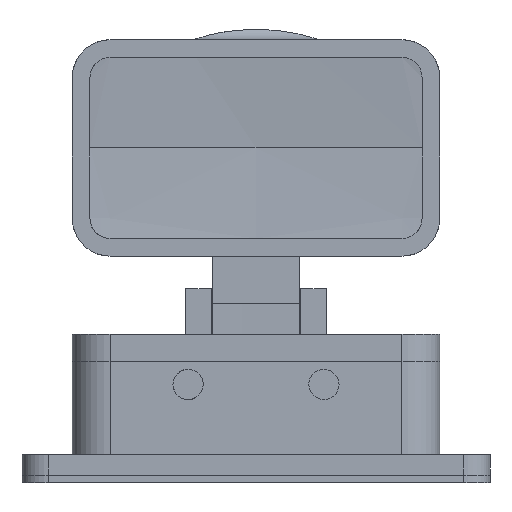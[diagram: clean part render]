
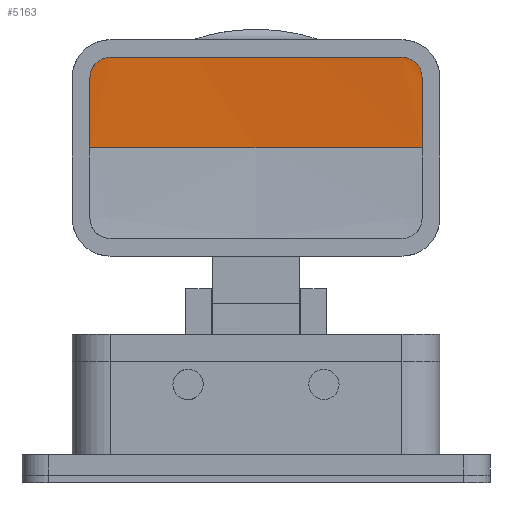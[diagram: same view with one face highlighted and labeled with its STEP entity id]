
A CAD part, left-side view. The second image highlights one B-rep face of the part: STEP entity #5163.
In plain terms, the highlighted face is a revolution surface.
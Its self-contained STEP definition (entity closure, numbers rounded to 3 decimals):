
#4718=CARTESIAN_POINT('Control Point',(72.233,34.59,84.5)) ;
#4719=CARTESIAN_POINT('Control Point',(72.329,39.353,84.5)) ;
#4720=CARTESIAN_POINT('Control Point',(72.377,44.117,84.5)) ;
#4721=CARTESIAN_POINT('Control Point',(72.377,48.883,84.5)) ;
#4722=CARTESIAN_POINT('Control Point',(72.329,53.647,84.5)) ;
#4723=CARTESIAN_POINT('Control Point',(72.233,58.41,84.5)) ;
#4724=CARTESIAN_POINT('Vertex',(72.233,34.59,84.5)) ;
#4726=CARTESIAN_POINT('Vertex',(72.233,58.41,84.5)) ;
#4730=CARTESIAN_POINT('Control Point',(71.642,17.5,84.5)) ;
#4731=CARTESIAN_POINT('Control Point',(71.81,20.916,84.5)) ;
#4732=CARTESIAN_POINT('Control Point',(71.952,24.333,84.5)) ;
#4733=CARTESIAN_POINT('Control Point',(72.071,27.752,84.5)) ;
#4734=CARTESIAN_POINT('Control Point',(72.164,31.171,84.5)) ;
#4735=CARTESIAN_POINT('Control Point',(72.233,34.59,84.5)) ;
#4736=CARTESIAN_POINT('Vertex',(71.642,17.5,84.5)) ;
#4748=CARTESIAN_POINT('Vertex',(71.642,75.5,84.5)) ;
#4752=CARTESIAN_POINT('Control Point',(72.233,58.41,84.5)) ;
#4753=CARTESIAN_POINT('Control Point',(72.164,61.829,84.5)) ;
#4754=CARTESIAN_POINT('Control Point',(72.071,65.248,84.5)) ;
#4755=CARTESIAN_POINT('Control Point',(71.952,68.667,84.5)) ;
#4756=CARTESIAN_POINT('Control Point',(71.81,72.084,84.5)) ;
#4757=CARTESIAN_POINT('Control Point',(71.642,75.5,84.5)) ;
#4776=CARTESIAN_POINT('Control Point',(71.642,17.5,84.5)) ;
#4777=CARTESIAN_POINT('Control Point',(71.604,16.715,84.5)) ;
#4778=CARTESIAN_POINT('Control Point',(71.589,15.927,84.294)) ;
#4779=CARTESIAN_POINT('Control Point',(71.603,15.226,83.883)) ;
#4780=CARTESIAN_POINT('Control Point',(71.638,14.672,83.328)) ;
#4781=CARTESIAN_POINT('Vertex',(71.638,14.672,83.328)) ;
#4802=CARTESIAN_POINT('Control Point',(71.638,14.672,83.328)) ;
#4803=CARTESIAN_POINT('Control Point',(71.672,14.115,82.772)) ;
#4804=CARTESIAN_POINT('Control Point',(71.729,13.705,82.069)) ;
#4805=CARTESIAN_POINT('Control Point',(71.799,13.5,81.284)) ;
#4806=CARTESIAN_POINT('Control Point',(71.875,13.5,80.5)) ;
#4807=CARTESIAN_POINT('Vertex',(71.875,13.5,80.5)) ;
#4835=CARTESIAN_POINT('Control Point',(71.875,13.5,80.5)) ;
#4836=CARTESIAN_POINT('Control Point',(72.144,13.5,77.709)) ;
#4837=CARTESIAN_POINT('Control Point',(72.347,13.5,74.911)) ;
#4838=CARTESIAN_POINT('Control Point',(72.481,13.5,72.109)) ;
#4839=CARTESIAN_POINT('Control Point',(72.549,13.5,69.304)) ;
#4840=CARTESIAN_POINT('Control Point',(72.549,13.5,66.5)) ;
#4841=CARTESIAN_POINT('Vertex',(72.549,13.5,66.5)) ;
#5003=CARTESIAN_POINT('Vertex',(72.549,79.5,66.5)) ;
#5007=CARTESIAN_POINT('Control Point',(72.549,79.5,66.5)) ;
#5008=CARTESIAN_POINT('Control Point',(72.549,79.5,69.304)) ;
#5009=CARTESIAN_POINT('Control Point',(72.481,79.5,72.109)) ;
#5010=CARTESIAN_POINT('Control Point',(72.347,79.5,74.911)) ;
#5011=CARTESIAN_POINT('Control Point',(72.144,79.5,77.709)) ;
#5012=CARTESIAN_POINT('Control Point',(71.875,79.5,80.5)) ;
#5013=CARTESIAN_POINT('Vertex',(71.875,79.5,80.5)) ;
#5035=CARTESIAN_POINT('Control Point',(71.875,79.5,80.5)) ;
#5036=CARTESIAN_POINT('Control Point',(71.799,79.5,81.284)) ;
#5037=CARTESIAN_POINT('Control Point',(71.729,79.295,82.069)) ;
#5038=CARTESIAN_POINT('Control Point',(71.672,78.885,82.772)) ;
#5039=CARTESIAN_POINT('Control Point',(71.638,78.328,83.328)) ;
#5040=CARTESIAN_POINT('Vertex',(71.638,78.328,83.328)) ;
#5061=CARTESIAN_POINT('Control Point',(71.638,78.328,83.328)) ;
#5062=CARTESIAN_POINT('Control Point',(71.603,77.774,83.883)) ;
#5063=CARTESIAN_POINT('Control Point',(71.589,77.073,84.294)) ;
#5064=CARTESIAN_POINT('Control Point',(71.604,76.285,84.5)) ;
#5065=CARTESIAN_POINT('Control Point',(71.642,75.5,84.5)) ;
#5137=CARTESIAN_POINT('Control Point',(72.543,79.617,66.5)) ;
#5138=CARTESIAN_POINT('Control Point',(73.767,57.599,66.5)) ;
#5139=CARTESIAN_POINT('Control Point',(73.769,35.513,66.5)) ;
#5140=CARTESIAN_POINT('Control Point',(72.549,13.494,66.5)) ;
#5141=CARTESIAN_POINT('Axis1P Location',(-73.037,46.5,66.5)) ;
#5146=CARTESIAN_POINT('Control Point',(72.549,79.5,66.5)) ;
#5147=CARTESIAN_POINT('Control Point',(73.767,57.522,66.5)) ;
#5148=CARTESIAN_POINT('Control Point',(73.767,35.478,66.5)) ;
#5149=CARTESIAN_POINT('Control Point',(72.549,13.5,66.5)) ;
#5142=DIRECTION('Axis1P Direction',(0.,1.,0.)) ;
#5143=AXIS1_PLACEMENT('Revolution Surface Axis1P',#5141,#5142) ;
#5152=ORIENTED_EDGE('',*,*,#4843,.F.) ;
#5153=ORIENTED_EDGE('',*,*,#4809,.F.) ;
#5154=ORIENTED_EDGE('',*,*,#4783,.F.) ;
#5155=ORIENTED_EDGE('',*,*,#4738,.T.) ;
#5156=ORIENTED_EDGE('',*,*,#4728,.T.) ;
#5157=ORIENTED_EDGE('',*,*,#4758,.T.) ;
#5158=ORIENTED_EDGE('',*,*,#5066,.F.) ;
#5159=ORIENTED_EDGE('',*,*,#5042,.F.) ;
#5160=ORIENTED_EDGE('',*,*,#5015,.F.) ;
#5161=ORIENTED_EDGE('',*,*,#5150,.T.) ;
#5163=ADVANCED_FACE('Housing',(#5162),#5144,.T.) ;
#4717=B_SPLINE_CURVE_WITH_KNOTS('',5,(#4718,#4719,#4720,#4721,#4722,#4723),.UNSPECIFIED.,.F.,.U.,(6,6),(0.,33.689),.UNSPECIFIED.) ;
#4729=B_SPLINE_CURVE_WITH_KNOTS('',5,(#4730,#4731,#4732,#4733,#4734,#4735),.UNSPECIFIED.,.F.,.U.,(6,6),(0.,24.184),.UNSPECIFIED.) ;
#4751=B_SPLINE_CURVE_WITH_KNOTS('',5,(#4752,#4753,#4754,#4755,#4756,#4757),.UNSPECIFIED.,.F.,.U.,(6,6),(0.,24.184),.UNSPECIFIED.) ;
#4775=B_SPLINE_CURVE_WITH_KNOTS('',4,(#4776,#4777,#4778,#4779,#4780),.UNSPECIFIED.,.F.,.U.,(5,5),(0.,4.565),.UNSPECIFIED.) ;
#4801=B_SPLINE_CURVE_WITH_KNOTS('',4,(#4802,#4803,#4804,#4805,#4806),.UNSPECIFIED.,.F.,.U.,(5,5),(0.,4.581),.UNSPECIFIED.) ;
#4834=B_SPLINE_CURVE_WITH_KNOTS('',5,(#4835,#4836,#4837,#4838,#4839,#4840),.UNSPECIFIED.,.F.,.U.,(6,6),(0.,19.845),.UNSPECIFIED.) ;
#5006=B_SPLINE_CURVE_WITH_KNOTS('',5,(#5007,#5008,#5009,#5010,#5011,#5012),.UNSPECIFIED.,.F.,.U.,(6,6),(19.845,39.69),.UNSPECIFIED.) ;
#5034=B_SPLINE_CURVE_WITH_KNOTS('',4,(#5035,#5036,#5037,#5038,#5039),.UNSPECIFIED.,.F.,.U.,(5,5),(0.,4.581),.UNSPECIFIED.) ;
#5060=B_SPLINE_CURVE_WITH_KNOTS('',4,(#5061,#5062,#5063,#5064,#5065),.UNSPECIFIED.,.F.,.U.,(5,5),(0.,4.565),.UNSPECIFIED.) ;
#5136=B_SPLINE_CURVE_WITH_KNOTS('',3,(#5137,#5138,#5139,#5140),.UNSPECIFIED.,.F.,.U.,(4,4),(909.149,975.339),.UNSPECIFIED.) ;
#5145=B_SPLINE_CURVE_WITH_KNOTS('',3,(#5146,#5147,#5148,#5149),.UNSPECIFIED.,.F.,.U.,(4,4),(909.266,975.334),.UNSPECIFIED.) ;
#4728=EDGE_CURVE('',#4725,#4727,#4717,.T.) ;
#4738=EDGE_CURVE('',#4737,#4725,#4729,.T.) ;
#4758=EDGE_CURVE('',#4727,#4749,#4751,.T.) ;
#4783=EDGE_CURVE('',#4737,#4782,#4775,.T.) ;
#4809=EDGE_CURVE('',#4782,#4808,#4801,.T.) ;
#4843=EDGE_CURVE('',#4808,#4842,#4834,.T.) ;
#5015=EDGE_CURVE('',#5004,#5014,#5006,.T.) ;
#5042=EDGE_CURVE('',#5014,#5041,#5034,.T.) ;
#5066=EDGE_CURVE('',#5041,#4749,#5060,.T.) ;
#5150=EDGE_CURVE('',#5004,#4842,#5145,.T.) ;
#5151=EDGE_LOOP('',(#5152,#5153,#5154,#5155,#5156,#5157,#5158,#5159,#5160,#5161)) ;
#5162=FACE_OUTER_BOUND('',#5151,.T.) ;
#5144=SURFACE_OF_REVOLUTION('Surface of Revolution',#5136,#5143) ;
#4725=VERTEX_POINT('',#4724) ;
#4727=VERTEX_POINT('',#4726) ;
#4737=VERTEX_POINT('',#4736) ;
#4749=VERTEX_POINT('',#4748) ;
#4782=VERTEX_POINT('',#4781) ;
#4808=VERTEX_POINT('',#4807) ;
#4842=VERTEX_POINT('',#4841) ;
#5004=VERTEX_POINT('',#5003) ;
#5014=VERTEX_POINT('',#5013) ;
#5041=VERTEX_POINT('',#5040) ;
